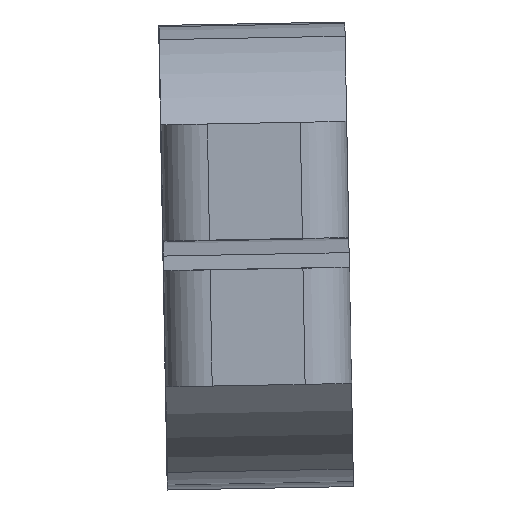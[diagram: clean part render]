
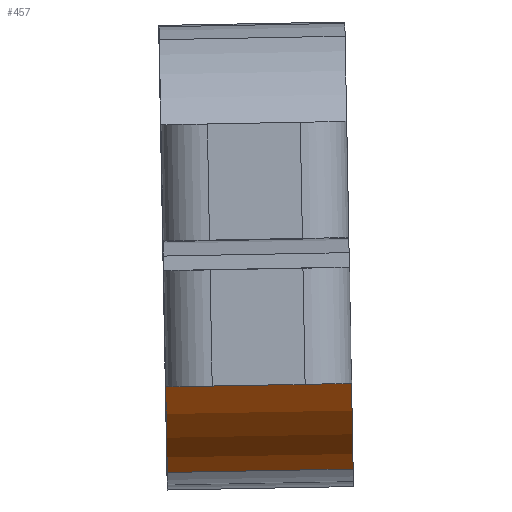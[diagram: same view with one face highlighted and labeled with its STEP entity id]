
A CAD part, top view. The second image highlights one B-rep face of the part: STEP entity #457.
In plain terms, the highlighted cylindrical face has radius 10 mm (diameter 20 mm), a partial arc.
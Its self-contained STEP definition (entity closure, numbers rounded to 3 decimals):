
#14 = EDGE_LOOP ( 'NONE', ( #1398, #396, #1103, #481 ) ) ;
#275 = CYLINDRICAL_SURFACE ( 'NONE', #1125, 10. ) ;
#327 = CARTESIAN_POINT ( 'NONE',  ( -63.413, 15.121, 150.534 ) ) ;
#376 = LINE ( 'NONE', #1213, #1410 ) ;
#396 = ORIENTED_EDGE ( 'NONE', *, *, #1033, .F. ) ;
#418 = AXIS2_PLACEMENT_3D ( 'NONE', #1098, #1630, #863 ) ;
#431 = VECTOR ( 'NONE', #1452, 1000. ) ;
#457 = ADVANCED_FACE ( 'NONE', ( #861 ), #275, .T. ) ;
#481 = ORIENTED_EDGE ( 'NONE', *, *, #1376, .T. ) ;
#483 = EDGE_CURVE ( 'NONE', #636, #893, #936, .T. ) ;
#487 = DIRECTION ( 'NONE',  ( 1., 0.019, 0. ) ) ;
#545 = CARTESIAN_POINT ( 'NONE',  ( -63.518, 20.759, 142.276 ) ) ;
#588 = CIRCLE ( 'NONE', #418, 10. ) ;
#618 = EDGE_CURVE ( 'NONE', #1397, #903, #588, .T. ) ;
#636 = VERTEX_POINT ( 'NONE', #1179 ) ;
#671 = DIRECTION ( 'NONE',  ( 1., 0.019, 0. ) ) ;
#691 = DIRECTION ( 'NONE',  ( -0.019, 1., 0. ) ) ;
#692 = CARTESIAN_POINT ( 'NONE',  ( -63.345, 11.44, 145.898 ) ) ;
#861 = FACE_OUTER_BOUND ( 'NONE', #14, .T. ) ;
#863 = DIRECTION ( 'NONE',  ( -0.019, 1., 0. ) ) ;
#875 = LINE ( 'NONE', #692, #431 ) ;
#893 = VERTEX_POINT ( 'NONE', #327 ) ;
#903 = VERTEX_POINT ( 'NONE', #1062 ) ;
#927 = CARTESIAN_POINT ( 'NONE',  ( -55.346, 11.588, 145.898 ) ) ;
#936 = CIRCLE ( 'NONE', #1146, 10. ) ;
#1033 = EDGE_CURVE ( 'NONE', #893, #903, #376, .T. ) ;
#1054 = DIRECTION ( 'NONE',  ( -1., -0.019, 0. ) ) ;
#1058 = DIRECTION ( 'NONE',  ( -0.019, 1., 0. ) ) ;
#1062 = CARTESIAN_POINT ( 'NONE',  ( -55.414, 15.269, 150.534 ) ) ;
#1098 = CARTESIAN_POINT ( 'NONE',  ( -55.519, 20.908, 142.276 ) ) ;
#1103 = ORIENTED_EDGE ( 'NONE', *, *, #483, .F. ) ;
#1125 = AXIS2_PLACEMENT_3D ( 'NONE', #545, #671, #691 ) ;
#1146 = AXIS2_PLACEMENT_3D ( 'NONE', #1569, #1054, #1058 ) ;
#1179 = CARTESIAN_POINT ( 'NONE',  ( -63.345, 11.44, 145.898 ) ) ;
#1213 = CARTESIAN_POINT ( 'NONE',  ( -63.413, 15.121, 150.534 ) ) ;
#1376 = EDGE_CURVE ( 'NONE', #636, #1397, #875, .T. ) ;
#1397 = VERTEX_POINT ( 'NONE', #927 ) ;
#1398 = ORIENTED_EDGE ( 'NONE', *, *, #618, .T. ) ;
#1410 = VECTOR ( 'NONE', #487, 1000. ) ;
#1452 = DIRECTION ( 'NONE',  ( 1., 0.019, 0. ) ) ;
#1569 = CARTESIAN_POINT ( 'NONE',  ( -63.518, 20.759, 142.276 ) ) ;
#1630 = DIRECTION ( 'NONE',  ( -1., -0.019, 0. ) ) ;
